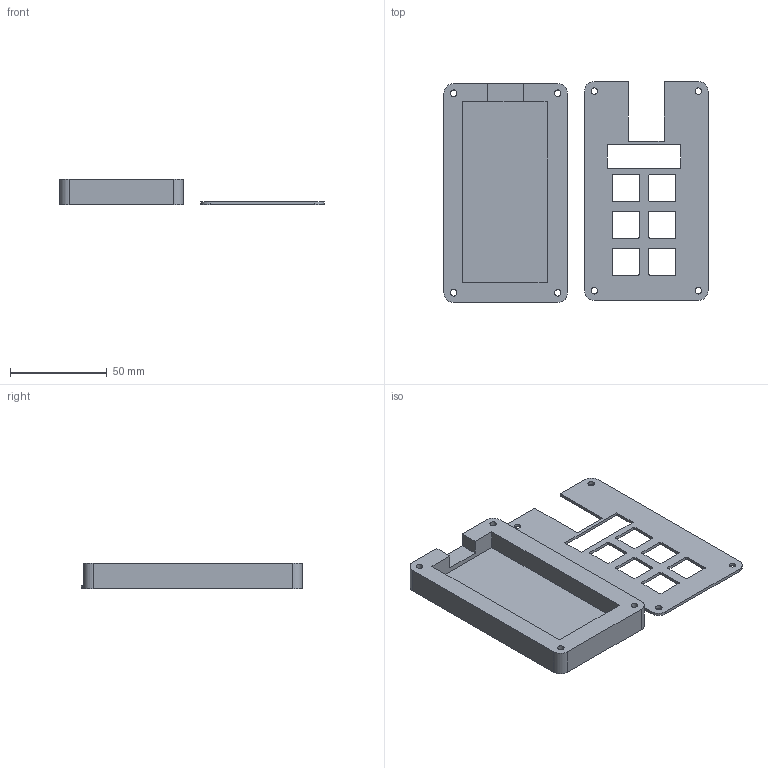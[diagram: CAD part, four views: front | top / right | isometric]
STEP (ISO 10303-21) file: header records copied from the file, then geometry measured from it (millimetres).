
FILE_DESCRIPTION(/* description */ (''),/* implementation_level */ '2;1');
FILE_NAME(/* name */ 'Bottom+Top.step',/* time_stamp */ '2025-11-28T23:41:37-05:00',/* author */ (''),/* organization */ (''),/* preprocessor_version */ 'ST-DEVELOPER v20.1',/* originating_system */ 'Autodesk Translation Framework v14.21.0.0',/* authorisation */ '');
FILE_SCHEMA (('AUTOMOTIVE_DESIGN { 1 0 10303 214 3 1 1 }'));
Products named in the file (1): Bottom+Top
Bounding box: 136.7 x 114.4 x 13 mm (x, y, z)
Volume: 58301.5 mm3; surface area: 33456 mm2
Topology: 2 solids, 2 shells, 1555 faces, 4344 edges, 2896 vertices
Faces by surface type: bspline 921, plane 590, cylinder 44
Full cylindrical faces by diameter (mm): 3.4 x8, 6 x4
Entity records: 58248 total; most frequent: CARTESIAN_POINT 24453, ORIENTED_EDGE 8688, EDGE_CURVE 4344, DIRECTION 3860, VERTEX_POINT 2896, LINE 2414, VECTOR 2414, B_SPLINE_CURVE_WITH_KNOTS 1842
